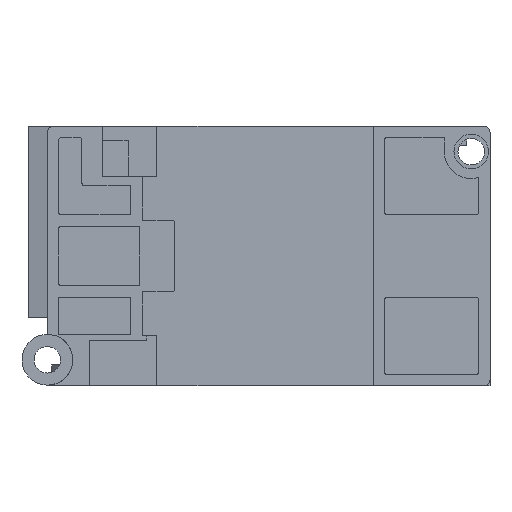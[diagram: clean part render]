
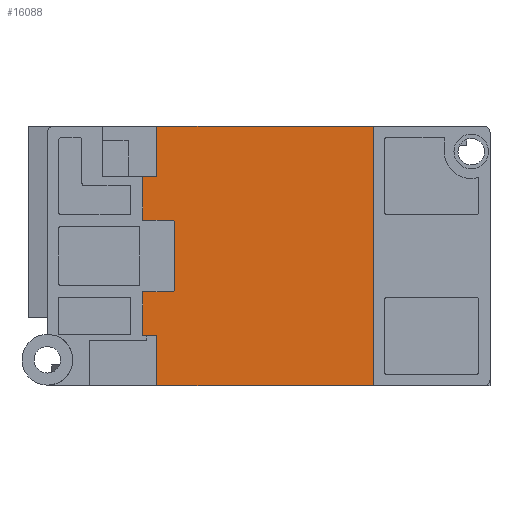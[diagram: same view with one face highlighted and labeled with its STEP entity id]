
A CAD part, left-side view. The second image highlights one B-rep face of the part: STEP entity #16088.
In plain terms, the highlighted planar face has unit normal (-1, 0, 0).
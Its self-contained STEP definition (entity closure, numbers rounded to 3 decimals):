
#99 = CARTESIAN_POINT ( 'NONE',  ( -48.5, 14.75, -6.2 ) ) ;
#683 = CARTESIAN_POINT ( 'NONE',  ( -48.5, -19.75, -22.5 ) ) ;
#1315 = CARTESIAN_POINT ( 'NONE',  ( -48.5, 20.25, 13.8 ) ) ;
#1366 = CARTESIAN_POINT ( 'NONE',  ( -48.5, 15.05, -5.9 ) ) ;
#1694 = LINE ( 'NONE', #10182, #19422 ) ;
#2330 = EDGE_LOOP ( 'NONE', ( #5691, #12459, #8043, #5545, #8976, #6818, #19667, #4398, #18677, #21933, #8288, #17851, #12205 ) ) ;
#2527 = DIRECTION ( 'NONE',  ( 0., 0., 1. ) ) ;
#2879 = EDGE_CURVE ( 'NONE', #20666, #6155, #13848, .T. ) ;
#3038 = VERTEX_POINT ( 'NONE', #21206 ) ;
#3148 = VECTOR ( 'NONE', #14127, 1000. ) ;
#3309 = DIRECTION ( 'NONE',  ( 0., -1., 0. ) ) ;
#3784 = DIRECTION ( 'NONE',  ( 0., 0., 1. ) ) ;
#3943 = DIRECTION ( 'NONE',  ( 0., 1., 0. ) ) ;
#3975 = DIRECTION ( 'NONE',  ( -1., 0., 0. ) ) ;
#4085 = CARTESIAN_POINT ( 'NONE',  ( -48.5, 20.25, -5.7 ) ) ;
#4223 = CARTESIAN_POINT ( 'NONE',  ( -48.5, 17.75, 13.8 ) ) ;
#4339 = VERTEX_POINT ( 'NONE', #17857 ) ;
#4398 = ORIENTED_EDGE ( 'NONE', *, *, #12202, .T. ) ;
#5023 = VECTOR ( 'NONE', #18523, 1000. ) ;
#5069 = CARTESIAN_POINT ( 'NONE',  ( -48.5, 20.25, -6.2 ) ) ;
#5096 = LINE ( 'NONE', #22085, #12899 ) ;
#5108 = CARTESIAN_POINT ( 'NONE',  ( -48.5, 17.75, -22.5 ) ) ;
#5237 = VECTOR ( 'NONE', #5704, 1000. ) ;
#5383 = EDGE_CURVE ( 'NONE', #18510, #12401, #15754, .T. ) ;
#5545 = ORIENTED_EDGE ( 'NONE', *, *, #16469, .T. ) ;
#5691 = ORIENTED_EDGE ( 'NONE', *, *, #17891, .F. ) ;
#5704 = DIRECTION ( 'NONE',  ( 0., 0., -1. ) ) ;
#6102 = LINE ( 'NONE', #14395, #15010 ) ;
#6155 = VERTEX_POINT ( 'NONE', #19827 ) ;
#6673 = CARTESIAN_POINT ( 'NONE',  ( -48.5, -19.75, -22.5 ) ) ;
#6818 = ORIENTED_EDGE ( 'NONE', *, *, #7032, .T. ) ;
#6844 = VERTEX_POINT ( 'NONE', #19970 ) ;
#6935 = CARTESIAN_POINT ( 'NONE',  ( -48.5, 14.75, -22.5 ) ) ;
#6944 = VERTEX_POINT ( 'NONE', #4223 ) ;
#6948 = VECTOR ( 'NONE', #15645, 1000. ) ;
#6979 = EDGE_CURVE ( 'NONE', #6844, #6944, #13273, .T. ) ;
#7032 = EDGE_CURVE ( 'NONE', #16163, #21226, #5096, .T. ) ;
#7121 = DIRECTION ( 'NONE',  ( 0., -1., 0. ) ) ;
#7267 = DIRECTION ( 'NONE',  ( 0., 0., -1. ) ) ;
#7435 = FACE_OUTER_BOUND ( 'NONE', #2330, .T. ) ;
#7782 = AXIS2_PLACEMENT_3D ( 'NONE', #9228, #3975, #20738 ) ;
#7850 = DIRECTION ( 'NONE',  ( 1., 0., 0. ) ) ;
#8043 = ORIENTED_EDGE ( 'NONE', *, *, #6979, .T. ) ;
#8288 = ORIENTED_EDGE ( 'NONE', *, *, #8743, .F. ) ;
#8743 = EDGE_CURVE ( 'NONE', #12401, #15964, #1694, .T. ) ;
#8976 = ORIENTED_EDGE ( 'NONE', *, *, #21217, .T. ) ;
#9228 = CARTESIAN_POINT ( 'NONE',  ( -48.5, -16.5, -22.5 ) ) ;
#10182 = CARTESIAN_POINT ( 'NONE',  ( -48.5, 20.25, -13.8 ) ) ;
#10486 = VERTEX_POINT ( 'NONE', #6673 ) ;
#10958 = DIRECTION ( 'NONE',  ( 0., 0., -1. ) ) ;
#11596 = LINE ( 'NONE', #1315, #19660 ) ;
#11616 = VECTOR ( 'NONE', #7121, 1000. ) ;
#11819 = EDGE_CURVE ( 'NONE', #18510, #10486, #14189, .T. ) ;
#11871 = DIRECTION ( 'NONE',  ( 0., 1., 0. ) ) ;
#12090 = LINE ( 'NONE', #6935, #5237 ) ;
#12202 = EDGE_CURVE ( 'NONE', #3038, #6155, #20882, .T. ) ;
#12205 = ORIENTED_EDGE ( 'NONE', *, *, #11819, .T. ) ;
#12401 = VERTEX_POINT ( 'NONE', #13190 ) ;
#12443 = CARTESIAN_POINT ( 'NONE',  ( -48.5, 20.25, 13.8 ) ) ;
#12459 = ORIENTED_EDGE ( 'NONE', *, *, #21723, .T. ) ;
#12699 = AXIS2_PLACEMENT_3D ( 'NONE', #1366, #7850, #15017 ) ;
#12899 = VECTOR ( 'NONE', #3309, 1000. ) ;
#13190 = CARTESIAN_POINT ( 'NONE',  ( -48.5, 17.75, -13.8 ) ) ;
#13273 = LINE ( 'NONE', #20189, #5023 ) ;
#13848 = LINE ( 'NONE', #99, #11616 ) ;
#13903 = VECTOR ( 'NONE', #7267, 1000. ) ;
#13908 = LINE ( 'NONE', #14242, #18954 ) ;
#13961 = CARTESIAN_POINT ( 'NONE',  ( -48.5, -19.75, 22.5 ) ) ;
#14127 = DIRECTION ( 'NONE',  ( 0., 1., 0. ) ) ;
#14189 = LINE ( 'NONE', #20656, #6948 ) ;
#14242 = CARTESIAN_POINT ( 'NONE',  ( -48.5, 14.75, 22.5 ) ) ;
#14306 = CARTESIAN_POINT ( 'NONE',  ( -48.5, 17.75, -22.5 ) ) ;
#14359 = EDGE_CURVE ( 'NONE', #21226, #3038, #12090, .T. ) ;
#14395 = CARTESIAN_POINT ( 'NONE',  ( -48.5, 20.25, -13.8 ) ) ;
#14549 = CARTESIAN_POINT ( 'NONE',  ( -48.5, 14.75, -5.7 ) ) ;
#14672 = VERTEX_POINT ( 'NONE', #13961 ) ;
#15010 = VECTOR ( 'NONE', #2527, 1000. ) ;
#15017 = DIRECTION ( 'NONE',  ( 0., 0., 1. ) ) ;
#15591 = LINE ( 'NONE', #12443, #3148 ) ;
#15645 = DIRECTION ( 'NONE',  ( 0., -1., 0. ) ) ;
#15754 = LINE ( 'NONE', #14306, #19352 ) ;
#15964 = VERTEX_POINT ( 'NONE', #21536 ) ;
#16088 = ADVANCED_FACE ( 'NONE', ( #7435 ), #17739, .T. ) ;
#16163 = VERTEX_POINT ( 'NONE', #4085 ) ;
#16469 = EDGE_CURVE ( 'NONE', #6944, #4339, #15591, .T. ) ;
#17739 = PLANE ( 'NONE',  #7782 ) ;
#17851 = ORIENTED_EDGE ( 'NONE', *, *, #5383, .F. ) ;
#17857 = CARTESIAN_POINT ( 'NONE',  ( -48.5, 20.25, 13.8 ) ) ;
#17891 = EDGE_CURVE ( 'NONE', #14672, #10486, #20693, .T. ) ;
#18510 = VERTEX_POINT ( 'NONE', #5108 ) ;
#18523 = DIRECTION ( 'NONE',  ( 0., 0., -1. ) ) ;
#18677 = ORIENTED_EDGE ( 'NONE', *, *, #2879, .F. ) ;
#18758 = EDGE_CURVE ( 'NONE', #15964, #20666, #6102, .T. ) ;
#18954 = VECTOR ( 'NONE', #3943, 1000. ) ;
#19352 = VECTOR ( 'NONE', #3784, 1000. ) ;
#19422 = VECTOR ( 'NONE', #11871, 1000. ) ;
#19660 = VECTOR ( 'NONE', #10958, 1000. ) ;
#19667 = ORIENTED_EDGE ( 'NONE', *, *, #14359, .T. ) ;
#19827 = CARTESIAN_POINT ( 'NONE',  ( -48.5, 15.05, -6.2 ) ) ;
#19970 = CARTESIAN_POINT ( 'NONE',  ( -48.5, 17.75, 22.5 ) ) ;
#20189 = CARTESIAN_POINT ( 'NONE',  ( -48.5, 17.75, 22.5 ) ) ;
#20656 = CARTESIAN_POINT ( 'NONE',  ( -48.5, 14.75, -22.5 ) ) ;
#20666 = VERTEX_POINT ( 'NONE', #5069 ) ;
#20693 = LINE ( 'NONE', #683, #13903 ) ;
#20738 = DIRECTION ( 'NONE',  ( 0., 0., 1. ) ) ;
#20882 = CIRCLE ( 'NONE', #12699, 0.3 ) ;
#21206 = CARTESIAN_POINT ( 'NONE',  ( -48.5, 14.75, -5.9 ) ) ;
#21217 = EDGE_CURVE ( 'NONE', #4339, #16163, #11596, .T. ) ;
#21226 = VERTEX_POINT ( 'NONE', #14549 ) ;
#21536 = CARTESIAN_POINT ( 'NONE',  ( -48.5, 20.25, -13.8 ) ) ;
#21723 = EDGE_CURVE ( 'NONE', #14672, #6844, #13908, .T. ) ;
#21933 = ORIENTED_EDGE ( 'NONE', *, *, #18758, .F. ) ;
#22085 = CARTESIAN_POINT ( 'NONE',  ( -48.5, 32.522, -5.7 ) ) ;
